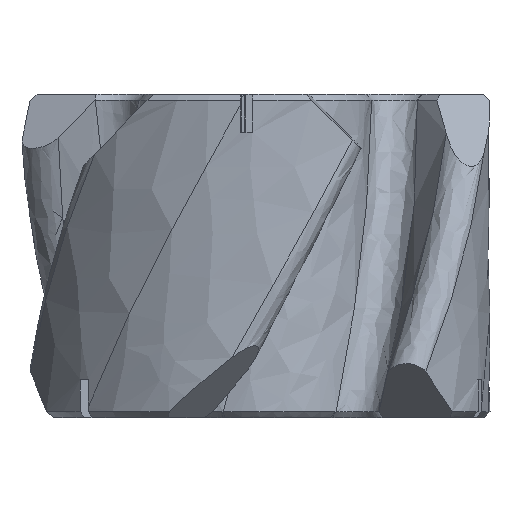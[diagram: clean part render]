
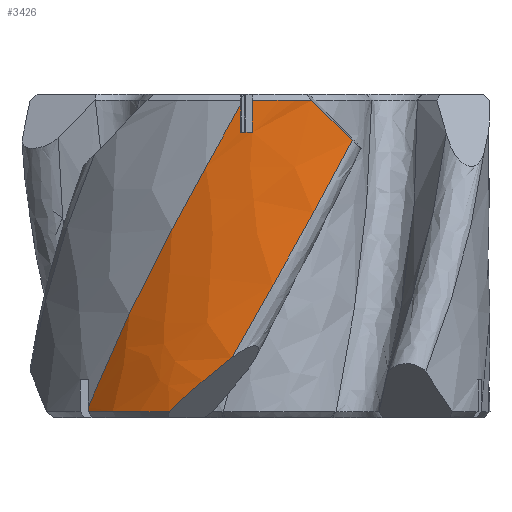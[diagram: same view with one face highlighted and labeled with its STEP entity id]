
A CAD part, front view. The second image highlights one B-rep face of the part: STEP entity #3426.
In plain terms, the highlighted free-form (B-spline) face has degree [3, 3] with [4, 5] control points.
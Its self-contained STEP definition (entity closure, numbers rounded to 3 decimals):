
#362=FACE_OUTER_BOUND('',#547,.T.);
#547=EDGE_LOOP('',(#3140,#3141,#3142,#3143,#3144,#3145,#3146,#3147,#3148,
#3149));
#633=B_SPLINE_CURVE_WITH_KNOTS('',3,(#5151,#5152,#5153,#5154),
 .UNSPECIFIED.,.F.,.F.,(4,4),(0.111,0.605),
 .UNSPECIFIED.);
#709=B_SPLINE_CURVE_WITH_KNOTS('',3,(#6382,#6383,#6384,#6385),
 .UNSPECIFIED.,.F.,.F.,(4,4),(0.045,0.755),
 .UNSPECIFIED.);
#714=B_SPLINE_CURVE_WITH_KNOTS('',3,(#6521,#6522,#6523,#6524),
 .UNSPECIFIED.,.F.,.F.,(4,4),(0.282,1.112),
 .UNSPECIFIED.);
#745=B_SPLINE_CURVE_WITH_KNOTS('',3,(#6894,#6895,#6896,#6897),
 .UNSPECIFIED.,.F.,.F.,(4,4),(-1.112,-0.603),
 .UNSPECIFIED.);
#746=B_SPLINE_CURVE_WITH_KNOTS('',3,(#6907,#6908,#6909,#6910),
 .UNSPECIFIED.,.F.,.F.,(4,4),(1.637,1.907),
 .UNSPECIFIED.);
#782=B_SPLINE_CURVE_WITH_KNOTS('',3,(#7317,#7318,#7319,#7320),
 .UNSPECIFIED.,.F.,.F.,(4,4),(0.02,0.252),
 .UNSPECIFIED.);
#827=B_SPLINE_CURVE_WITH_KNOTS('',3,(#7878,#7879,#7880,#7881),
 .UNSPECIFIED.,.F.,.F.,(4,4),(0.93,1.03),
 .UNSPECIFIED.);
#842=B_SPLINE_CURVE_WITH_KNOTS('',3,(#8175,#8176,#8177,#8178),
 .UNSPECIFIED.,.F.,.F.,(4,4),(1.306,3.146),
 .UNSPECIFIED.);
#850=B_SPLINE_CURVE_WITH_KNOTS('',3,(#8266,#8267,#8268,#8269,#8270),
 .UNSPECIFIED.,.F.,.F.,(4,1,4),(0.888,1.979,3.445),
 .UNSPECIFIED.);
#852=B_SPLINE_CURVE_WITH_KNOTS('',3,(#8310,#8311,#8312,#8313),
 .UNSPECIFIED.,.F.,.F.,(4,4),(0.077,0.116),
 .UNSPECIFIED.);
#1284=VERTEX_POINT('',#5143);
#1285=VERTEX_POINT('',#5150);
#1354=VERTEX_POINT('',#6360);
#1355=VERTEX_POINT('',#6381);
#1357=VERTEX_POINT('',#6520);
#1408=VERTEX_POINT('',#6887);
#1411=VERTEX_POINT('',#6905);
#1468=VERTEX_POINT('',#7311);
#1469=VERTEX_POINT('',#7316);
#1540=VERTEX_POINT('',#8261);
#1664=EDGE_CURVE('',#1285,#1284,#633,.F.);
#1769=EDGE_CURVE('',#1355,#1354,#709,.F.);
#1775=EDGE_CURVE('',#1355,#1357,#714,.T.);
#1839=EDGE_CURVE('',#1408,#1284,#745,.T.);
#1843=EDGE_CURVE('',#1408,#1411,#746,.F.);
#1928=EDGE_CURVE('',#1469,#1468,#782,.F.);
#2043=EDGE_CURVE('',#1411,#1469,#827,.T.);
#2062=EDGE_CURVE('',#1354,#1285,#842,.T.);
#2072=EDGE_CURVE('',#1540,#1468,#850,.T.);
#2079=EDGE_CURVE('',#1540,#1357,#852,.F.);
#3140=ORIENTED_EDGE('',*,*,#1775,.F.);
#3141=ORIENTED_EDGE('',*,*,#1769,.T.);
#3142=ORIENTED_EDGE('',*,*,#2062,.T.);
#3143=ORIENTED_EDGE('',*,*,#1664,.T.);
#3144=ORIENTED_EDGE('',*,*,#1839,.F.);
#3145=ORIENTED_EDGE('',*,*,#1843,.T.);
#3146=ORIENTED_EDGE('',*,*,#2043,.T.);
#3147=ORIENTED_EDGE('',*,*,#1928,.T.);
#3148=ORIENTED_EDGE('',*,*,#2072,.F.);
#3149=ORIENTED_EDGE('',*,*,#2079,.T.);
#3241=B_SPLINE_SURFACE_WITH_KNOTS('',3,3,((#8337,#8338,#8339,#8340,#8341),
(#8342,#8343,#8344,#8345,#8346),(#8347,#8348,#8349,#8350,#8351),(#8352,
#8353,#8354,#8355,#8356)),.UNSPECIFIED.,.F.,.F.,.F.,(4,4),(4,1,4),(0.,
0.574),(0.85,2.355,3.483),
 .UNSPECIFIED.);
#3426=ADVANCED_FACE('',(#362),#3241,.T.);
#5143=CARTESIAN_POINT('',(4.77,-19.268,34.833));
#5150=CARTESIAN_POINT('',(8.186,-18.083,31.465));
#5151=CARTESIAN_POINT('Ctrl Pts',(4.77,-19.268,34.833));
#5152=CARTESIAN_POINT('Ctrl Pts',(5.924,-18.983,33.691));
#5153=CARTESIAN_POINT('Ctrl Pts',(7.068,-18.589,32.562));
#5154=CARTESIAN_POINT('Ctrl Pts',(8.186,-18.083,31.465));
#6360=CARTESIAN_POINT('',(-1.991,-19.75,13.063));
#6381=CARTESIAN_POINT('',(-7.293,-18.462,8.5));
#6382=CARTESIAN_POINT('Ctrl Pts',(-1.991,-19.75,13.063));
#6383=CARTESIAN_POINT('Ctrl Pts',(-3.873,-19.56,11.638));
#6384=CARTESIAN_POINT('Ctrl Pts',(-5.653,-19.11,10.094));
#6385=CARTESIAN_POINT('Ctrl Pts',(-7.293,-18.462,8.5));
#6520=CARTESIAN_POINT('',(-14.15,-13.922,8.5));
#6521=CARTESIAN_POINT('Ctrl Pts',(-7.293,-18.462,8.5));
#6522=CARTESIAN_POINT('Ctrl Pts',(-9.859,-17.448,8.5));
#6523=CARTESIAN_POINT('Ctrl Pts',(-12.211,-15.892,8.5));
#6524=CARTESIAN_POINT('Ctrl Pts',(-14.15,-13.922,8.5));
#6887=CARTESIAN_POINT('',(-0.256,-19.848,34.833));
#6894=CARTESIAN_POINT('Ctrl Pts',(-0.256,-19.848,
34.833));
#6895=CARTESIAN_POINT('Ctrl Pts',(1.437,-19.87,34.833));
#6896=CARTESIAN_POINT('Ctrl Pts',(3.127,-19.675,34.833));
#6897=CARTESIAN_POINT('Ctrl Pts',(4.77,-19.268,34.833));
#6905=CARTESIAN_POINT('',(-0.256,-19.848,32.133));
#6907=CARTESIAN_POINT('Ctrl Pts',(-0.256,-19.848,
32.133));
#6908=CARTESIAN_POINT('Ctrl Pts',(-0.256,-19.848,
33.033));
#6909=CARTESIAN_POINT('Ctrl Pts',(-0.256,-19.848,
33.933));
#6910=CARTESIAN_POINT('Ctrl Pts',(-0.256,-19.848,
34.833));
#7311=CARTESIAN_POINT('',(-1.255,-19.81,34.451));
#7316=CARTESIAN_POINT('',(-1.255,-19.81,32.133));
#7317=CARTESIAN_POINT('Ctrl Pts',(-1.255,-19.81,34.451));
#7318=CARTESIAN_POINT('Ctrl Pts',(-1.255,-19.81,33.679));
#7319=CARTESIAN_POINT('Ctrl Pts',(-1.255,-19.81,32.906));
#7320=CARTESIAN_POINT('Ctrl Pts',(-1.255,-19.81,32.133));
#7878=CARTESIAN_POINT('Ctrl Pts',(-0.256,-19.846,
32.133));
#7879=CARTESIAN_POINT('Ctrl Pts',(-0.59,-19.842,
32.133));
#7880=CARTESIAN_POINT('Ctrl Pts',(-0.923,-19.83,
32.133));
#7881=CARTESIAN_POINT('Ctrl Pts',(-1.255,-19.809,32.133));
#8175=CARTESIAN_POINT('Ctrl Pts',(-1.991,-19.749,13.063));
#8176=CARTESIAN_POINT('Ctrl Pts',(1.469,-20.094,19.197));
#8177=CARTESIAN_POINT('Ctrl Pts',(5.018,-19.517,25.331));
#8178=CARTESIAN_POINT('Ctrl Pts',(8.186,-18.083,31.465));
#8261=CARTESIAN_POINT('',(-14.15,-13.922,8.882));
#8266=CARTESIAN_POINT('Ctrl Pts',(-14.15,-13.922,8.882));
#8267=CARTESIAN_POINT('Ctrl Pts',(-12.704,-15.39,12.517));
#8268=CARTESIAN_POINT('Ctrl Pts',(-8.776,-18.305,21.04));
#8269=CARTESIAN_POINT('Ctrl Pts',(-4.021,-19.635,29.563));
#8270=CARTESIAN_POINT('Ctrl Pts',(-1.255,-19.81,34.451));
#8310=CARTESIAN_POINT('Ctrl Pts',(-14.15,-13.922,8.5));
#8311=CARTESIAN_POINT('Ctrl Pts',(-14.15,-13.922,8.627));
#8312=CARTESIAN_POINT('Ctrl Pts',(-14.15,-13.922,8.755));
#8313=CARTESIAN_POINT('Ctrl Pts',(-14.15,-13.922,8.882));
#8337=CARTESIAN_POINT('Ctrl Pts',(-14.301,-13.766,8.5));
#8338=CARTESIAN_POINT('Ctrl Pts',(-12.329,-15.815,13.516));
#8339=CARTESIAN_POINT('Ctrl Pts',(-8.097,-18.645,22.294));
#8340=CARTESIAN_POINT('Ctrl Pts',(-3.169,-19.711,31.071));
#8341=CARTESIAN_POINT('Ctrl Pts',(-1.039,-19.823,34.833));
#8342=CARTESIAN_POINT('Ctrl Pts',(-11.668,-16.501,8.5));
#8343=CARTESIAN_POINT('Ctrl Pts',(-9.304,-18.173,13.516));
#8344=CARTESIAN_POINT('Ctrl Pts',(-4.532,-20.193,22.294));
#8345=CARTESIAN_POINT('Ctrl Pts',(0.6,-20.317,31.071));
#8346=CARTESIAN_POINT('Ctrl Pts',(2.752,-20.021,34.833));
#8347=CARTESIAN_POINT('Ctrl Pts',(-8.235,-18.456,8.5));
#8348=CARTESIAN_POINT('Ctrl Pts',(-5.591,-19.636,13.516));
#8349=CARTESIAN_POINT('Ctrl Pts',(-0.517,-20.689,
22.294));
#8350=CARTESIAN_POINT('Ctrl Pts',(4.541,-19.812,31.071));
#8351=CARTESIAN_POINT('Ctrl Pts',(6.594,-19.104,34.833));
#8352=CARTESIAN_POINT('Ctrl Pts',(-4.54,-19.324,8.5));
#8353=CARTESIAN_POINT('Ctrl Pts',(-1.772,-19.974,13.516));
#8354=CARTESIAN_POINT('Ctrl Pts',(3.318,-20.054,22.294));
#8355=CARTESIAN_POINT('Ctrl Pts',(8.036,-18.275,31.071));
#8356=CARTESIAN_POINT('Ctrl Pts',(9.885,-17.213,34.833));
